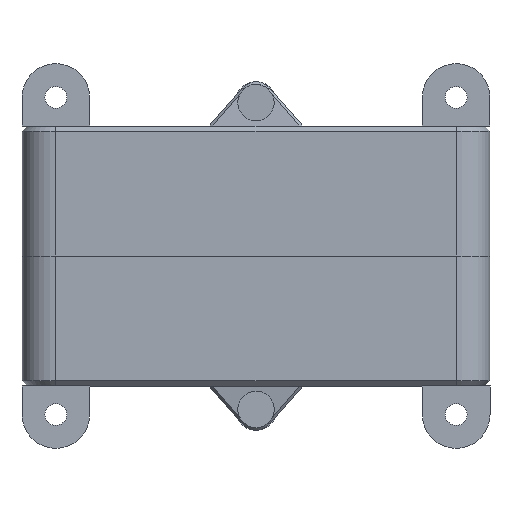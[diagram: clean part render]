
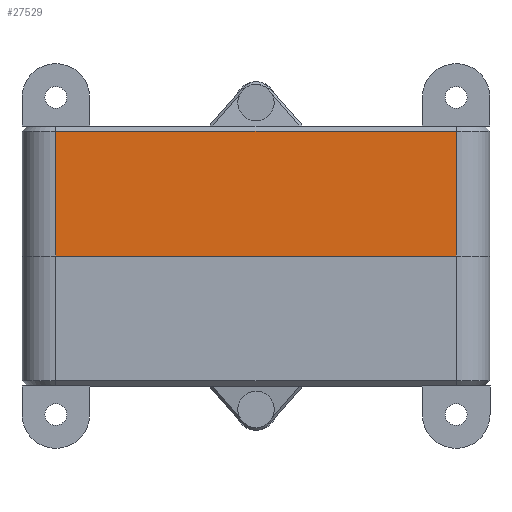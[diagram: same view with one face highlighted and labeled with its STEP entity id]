
A CAD part, front view. The second image highlights one B-rep face of the part: STEP entity #27529.
In plain terms, the highlighted planar face has unit normal (0, -1, 0).
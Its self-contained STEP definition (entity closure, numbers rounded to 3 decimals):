
#1545=PLANE('',#29302);
#2693=FACE_OUTER_BOUND('',#4253,.T.);
#4253=EDGE_LOOP('',(#21897,#21898,#21899,#21900));
#5357=LINE('',#36759,#8272);
#5399=LINE('',#36870,#8314);
#5505=LINE('',#37325,#8420);
#5506=LINE('',#37327,#8421);
#8272=VECTOR('',#30510,10.);
#8314=VECTOR('',#30594,10.);
#8420=VECTOR('',#30792,10.);
#8421=VECTOR('',#30795,10.);
#11950=VERTEX_POINT('',#36756);
#11951=VERTEX_POINT('',#36758);
#11997=VERTEX_POINT('',#36862);
#11999=VERTEX_POINT('',#36868);
#14660=EDGE_CURVE('',#11950,#11951,#5357,.T.);
#14716=EDGE_CURVE('',#11999,#11997,#5399,.T.);
#14861=EDGE_CURVE('',#11951,#11999,#5505,.T.);
#14862=EDGE_CURVE('',#11997,#11950,#5506,.T.);
#21897=ORIENTED_EDGE('',*,*,#14716,.F.);
#21898=ORIENTED_EDGE('',*,*,#14861,.F.);
#21899=ORIENTED_EDGE('',*,*,#14660,.F.);
#21900=ORIENTED_EDGE('',*,*,#14862,.F.);
#27529=ADVANCED_FACE('',(#2693),#1545,.T.);
#29302=AXIS2_PLACEMENT_3D('',#41800,#32664,#32665);
#30510=DIRECTION('',(1.,0.,0.));
#30594=DIRECTION('',(-1.,0.,0.));
#30792=DIRECTION('',(0.,0.,-1.));
#30795=DIRECTION('',(0.,0.,1.));
#32664=DIRECTION('center_axis',(0.,-1.,0.));
#32665=DIRECTION('ref_axis',(1.,0.,0.));
#36756=CARTESIAN_POINT('',(-38.5,0.,25.));
#36758=CARTESIAN_POINT('',(38.5,0.,25.));
#36759=CARTESIAN_POINT('',(-45.,0.,25.));
#36862=CARTESIAN_POINT('',(-38.5,0.,1.));
#36868=CARTESIAN_POINT('',(38.5,0.,1.));
#36870=CARTESIAN_POINT('',(-22.5,0.,1.));
#37325=CARTESIAN_POINT('',(38.5,0.,0.));
#37327=CARTESIAN_POINT('',(-38.5,0.,0.));
#41800=CARTESIAN_POINT('Origin',(-45.,0.,
0.));
